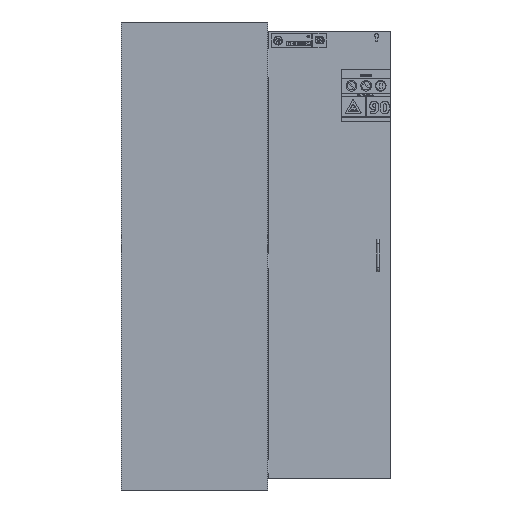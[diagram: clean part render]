
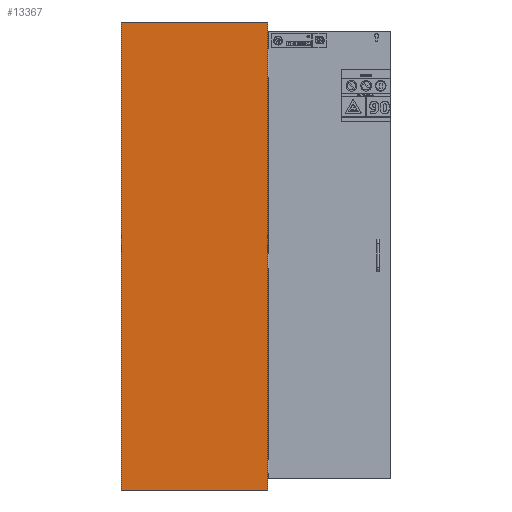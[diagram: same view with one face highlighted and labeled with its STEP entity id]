
A CAD part, left-side view. The second image highlights one B-rep face of the part: STEP entity #13367.
In plain terms, the highlighted planar face has unit normal (-1, 0, 0).
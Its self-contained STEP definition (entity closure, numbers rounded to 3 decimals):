
#669=PLANE('',#14245);
#1216=FACE_OUTER_BOUND('',#1974,.T.);
#1974=EDGE_LOOP('',(#9153,#9154,#9155,#9156));
#2865=LINE('',#17983,#4280);
#2956=LINE('',#18182,#4371);
#2959=LINE('',#18187,#4374);
#2960=LINE('',#18188,#4375);
#4280=VECTOR('',#15045,10.);
#4371=VECTOR('',#15226,10.);
#4374=VECTOR('',#15231,10.);
#4375=VECTOR('',#15232,10.);
#5832=VERTEX_POINT('',#17980);
#5833=VERTEX_POINT('',#17982);
#5895=VERTEX_POINT('',#18179);
#5896=VERTEX_POINT('',#18181);
#7084=EDGE_CURVE('',#5832,#5833,#2865,.T.);
#7182=EDGE_CURVE('',#5895,#5896,#2956,.T.);
#7185=EDGE_CURVE('',#5833,#5895,#2959,.T.);
#7186=EDGE_CURVE('',#5896,#5832,#2960,.T.);
#9153=ORIENTED_EDGE('',*,*,#7185,.F.);
#9154=ORIENTED_EDGE('',*,*,#7084,.F.);
#9155=ORIENTED_EDGE('',*,*,#7186,.F.);
#9156=ORIENTED_EDGE('',*,*,#7182,.F.);
#13367=ADVANCED_FACE('',(#1216),#669,.T.);
#14245=AXIS2_PLACEMENT_3D('',#18186,#15229,#15230);
#15045=DIRECTION('',(0.,-1.,0.));
#15226=DIRECTION('',(0.,1.,0.));
#15229=DIRECTION('center_axis',(-1.,0.,0.));
#15230=DIRECTION('ref_axis',(0.,-1.,0.));
#15231=DIRECTION('',(0.,0.,-1.));
#15232=DIRECTION('',(0.,0.,1.));
#17980=CARTESIAN_POINT('',(-298.25,308.25,984.));
#17982=CARTESIAN_POINT('',(-298.25,-308.25,984.));
#17983=CARTESIAN_POINT('',(-298.25,308.25,984.));
#18179=CARTESIAN_POINT('',(-298.25,-308.25,-984.));
#18181=CARTESIAN_POINT('',(-298.25,308.25,-984.));
#18182=CARTESIAN_POINT('',(-298.25,308.25,-984.));
#18186=CARTESIAN_POINT('Origin',(-298.25,308.25,0.));
#18187=CARTESIAN_POINT('',(-298.25,-308.25,0.));
#18188=CARTESIAN_POINT('',(-298.25,308.25,0.));
